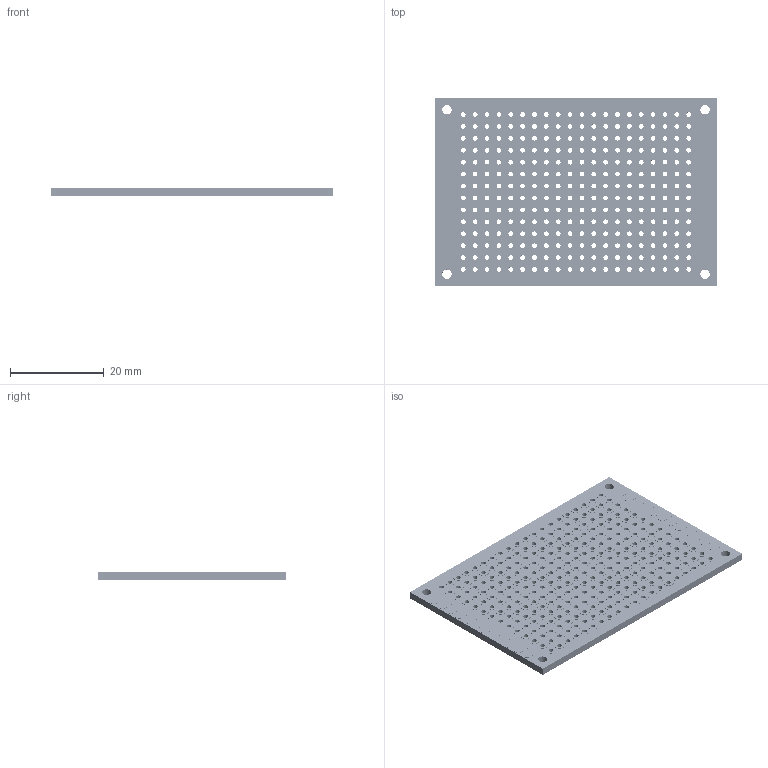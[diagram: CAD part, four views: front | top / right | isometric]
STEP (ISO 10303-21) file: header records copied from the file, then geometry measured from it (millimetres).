
FILE_DESCRIPTION(/* description */ (''),/* implementation_level */ '2;1');
FILE_NAME(/* name */ 'Carte proto 6x4.step',/* time_stamp */ '2021-12-01T21:13:37+01:00',/* author */ (''),/* organization */ (''),/* preprocessor_version */ 'ST-DEVELOPER v18.1',/* originating_system */ 'Autodesk Translation Framework v10.10.0.1391',/* authorisation */ '');
FILE_SCHEMA (('AUTOMOTIVE_DESIGN { 1 0 10303 214 3 1 1 }'));
Length unit declared in the file: millimetre
Products named in the file (1): Carte proto 6x4
Bounding box: 60 x 40 x 1.7 mm (x, y, z)
Volume: 3567.2 mm3; surface area: 6406.5 mm2
Topology: 1 solids, 1 shells, 1650 faces, 3120 edges, 2080 vertices
Faces by surface type: cylinder 940, plane 710
Full cylindrical faces by diameter (mm): 1 x280, 2 x4, 2.2 x560
Entity records: 43497 total; most frequent: DIRECTION 8302, CARTESIAN_POINT 6851, ORIENTED_EDGE 6240, AXIS2_PLACEMENT_3D 3531, EDGE_CURVE 3120, EDGE_LOOP 2826, VERTEX_POINT 2080, CIRCLE 1880
